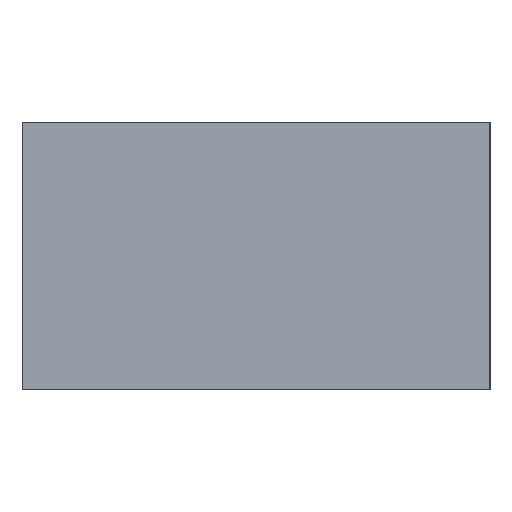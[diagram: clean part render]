
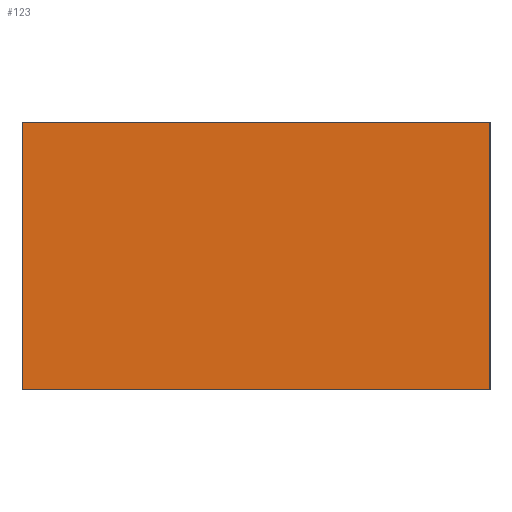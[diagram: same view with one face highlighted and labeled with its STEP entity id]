
A CAD part, left-side view. The second image highlights one B-rep face of the part: STEP entity #123.
In plain terms, the highlighted planar face has unit normal (-1, 0, 0).
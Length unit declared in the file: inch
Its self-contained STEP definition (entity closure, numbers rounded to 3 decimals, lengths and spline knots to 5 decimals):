
#123=ADVANCED_FACE('',(#141),#135,.F.);
#135=PLANE('',#274);
#141=FACE_OUTER_BOUND('',#145,.T.);
#145=EDGE_LOOP('',(#169,#170,#171,#172));
#169=ORIENTED_EDGE('',*,*,#228,.T.);
#170=ORIENTED_EDGE('',*,*,#229,.F.);
#171=ORIENTED_EDGE('',*,*,#230,.F.);
#172=ORIENTED_EDGE('',*,*,#231,.T.);
#211=VERTEX_POINT('',#353);
#212=VERTEX_POINT('',#354);
#213=VERTEX_POINT('',#356);
#214=VERTEX_POINT('',#358);
#228=EDGE_CURVE('',#211,#212,#249,.T.);
#229=EDGE_CURVE('',#213,#212,#250,.T.);
#230=EDGE_CURVE('',#214,#213,#251,.T.);
#231=EDGE_CURVE('',#214,#211,#252,.T.);
#249=LINE('',#352,#261);
#250=LINE('',#355,#262);
#251=LINE('',#357,#263);
#252=LINE('',#359,#264);
#261=VECTOR('',#297,1.);
#262=VECTOR('',#298,1.);
#263=VECTOR('',#299,1.);
#264=VECTOR('',#300,1.);
#274=AXIS2_PLACEMENT_3D('',#360,#301,#302);
#297=DIRECTION('',(0.,-1.,0.));
#298=DIRECTION('',(0.,0.,-1.));
#299=DIRECTION('',(0.,-1.,0.));
#300=DIRECTION('',(0.,0.,-1.));
#301=DIRECTION('',(1.,0.,0.));
#302=DIRECTION('',(0.,0.,-1.));
#352=CARTESIAN_POINT('',(0.,1.75,0.));
#353=CARTESIAN_POINT('',(0.,1.75,0.));
#354=CARTESIAN_POINT('',(0.,0.,0.));
#355=CARTESIAN_POINT('',(0.,0.,1.));
#356=CARTESIAN_POINT('',(0.,0.,1.));
#357=CARTESIAN_POINT('',(0.,1.75,1.));
#358=CARTESIAN_POINT('',(0.,1.75,1.));
#359=CARTESIAN_POINT('',(0.,1.75,1.));
#360=CARTESIAN_POINT('',(0.,1.75,1.));
